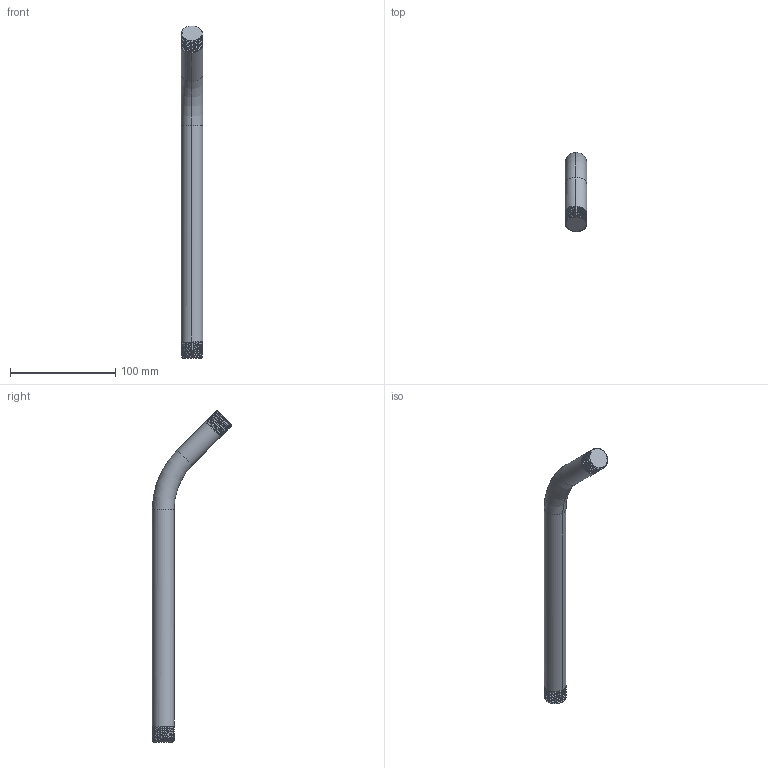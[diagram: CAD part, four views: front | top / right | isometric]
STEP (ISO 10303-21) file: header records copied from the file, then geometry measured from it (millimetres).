
FILE_DESCRIPTION((''),'2;1');
FILE_NAME('13472','2021-08-19T10:49:42',('rsmith'),(''),'CREO PARAMETRIC BY PTC INC, 2018400','CREO PARAMETRIC BY PTC INC, 2018400','');
FILE_SCHEMA(('AUTOMOTIVE_DESIGN { 1 0 10303 214 1 1 1 1 }'));
Length unit declared in the file: inch
Products named in the file (1): 13472
Bounding box: 20.64 x 75.42 x 315.4 mm (x, y, z)
Volume: 109415.1 mm3; surface area: 22768.2 mm2
Topology: 1 solids, 1 shells, 63 faces, 167 edges, 106 vertices
Faces by surface type: cylinder 33, bspline 24, plane 2, cone 2, torus 2
Entity records: 6702 total; most frequent: CARTESIAN_POINT 4702, ORIENTED_EDGE 334, PRESENTATION_STYLE_ASSIGNMENT 168, STYLED_ITEM 168, CURVE_STYLE 167, EDGE_CURVE 167, DIRECTION 153, COLOUR_RGB 146
